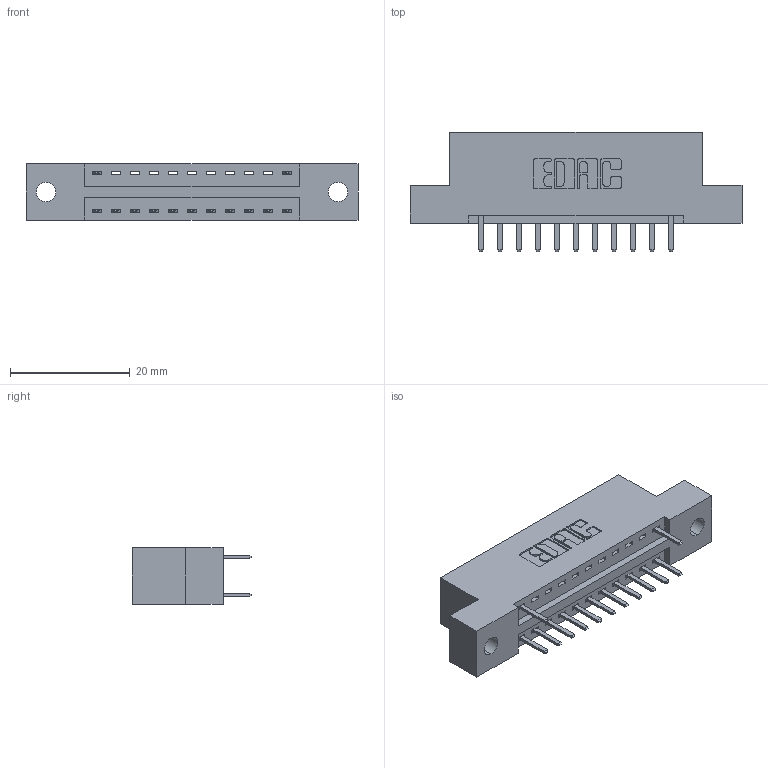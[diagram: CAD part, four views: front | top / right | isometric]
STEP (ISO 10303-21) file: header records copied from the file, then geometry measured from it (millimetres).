
FILE_DESCRIPTION (( 'STEP AP203' ), '1' );
FILE_NAME ('346-022-520-202.STEP', '2018-08-20T23:41:17', ( '' ), ( '' ), 'SwSTEP 2.0', 'SolidWorks 2016', '' );
FILE_SCHEMA (( 'CONFIG_CONTROL_DESIGN' ));
Length unit declared in the file: inch
Products named in the file (3): 346 Part_Flush Mounting Lugs - 0.128 Dia; 345-292-001_345-293-120; 346-022-520-202
Assembly tree (14 placements, depth 2):
  346-022-520-202
    346 Part_Flush Mounting Lugs - 0.128 Dia
    345-292-001_345-293-120  x13
Bounding box: 55.5 x 20.02 x 9.4 mm (x, y, z)
Volume: 5047.7 mm3; surface area: 5701.4 mm2
Topology: 14 solids, 14 shells, 904 faces, 2637 edges, 1722 vertices
Faces by surface type: plane 602, cylinder 302
Entity records: 11181 total; most frequent: CARTESIAN_POINT 1935, ORIENTED_EDGE 1866, DIRECTION 1735, EDGE_CURVE 933, LINE 753, VECTOR 753, VERTEX_POINT 618, AXIS2_PLACEMENT_3D 491
